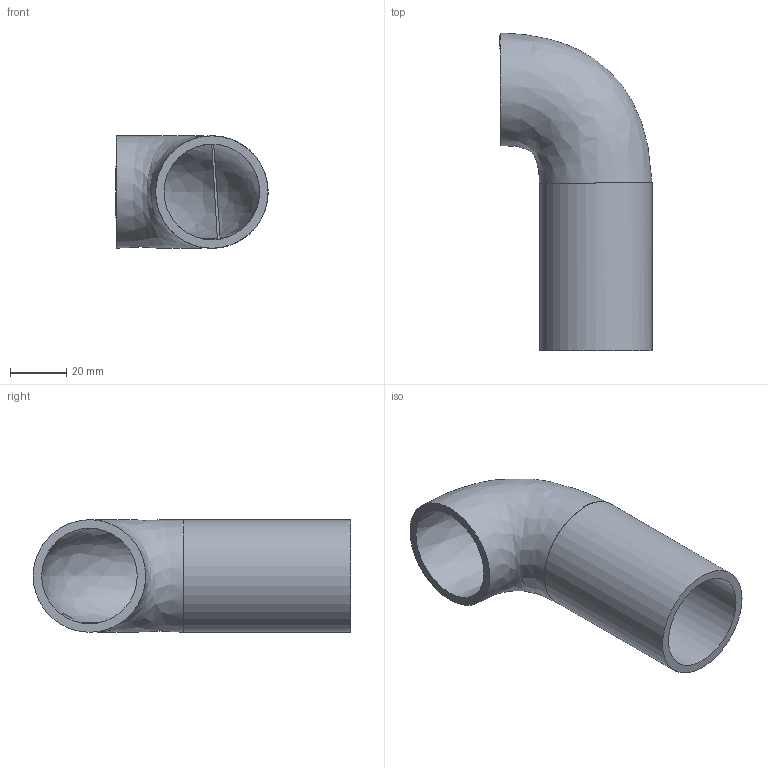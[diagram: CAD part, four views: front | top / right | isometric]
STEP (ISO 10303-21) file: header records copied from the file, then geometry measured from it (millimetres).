
FILE_DESCRIPTION(/* description */ (''),/* implementation_level */ '2;1');
FILE_NAME(/* name */ 'heatedmaskpipe v1.stp',/* time_stamp */ '2021-10-12T21:24:05+01:00',/* author */ (''),/* organization */ (''),/* preprocessor_version */ 'ST-DEVELOPER v18.1',/* originating_system */ 'Autodesk Translation Framework v10.10.0.1391',/* authorisation */ '');
FILE_SCHEMA (('AUTOMOTIVE_DESIGN { 1 0 10303 214 3 1 1 }'));
Length unit declared in the file: millimetre
Products named in the file (2): heatedmaskpipe; Component1
Assembly tree (1 placements, depth 2):
  heatedmaskpipe
    Component1
Bounding box: 54.15 x 113 x 40.01 mm (x, y, z)
Volume: 39784.4 mm3; surface area: 27226.6 mm2
Topology: 1 solids, 1 shells, 10 faces, 25 edges, 16 vertices
Faces by surface type: plane 5, bspline 3, cylinder 2
Full cylindrical faces by diameter (mm): 34 x1, 40 x1
Entity records: 1125 total; most frequent: CARTESIAN_POINT 855, ORIENTED_EDGE 50, DIRECTION 41, EDGE_CURVE 25, AXIS2_PLACEMENT_3D 19, VERTEX_POINT 16, B_SPLINE_CURVE_WITH_KNOTS 13, EDGE_LOOP 11
